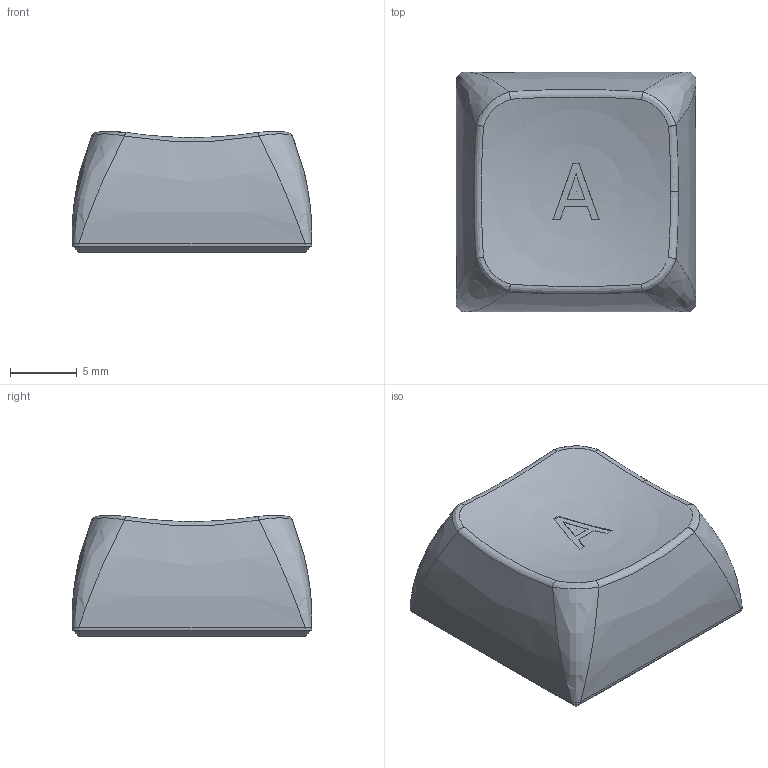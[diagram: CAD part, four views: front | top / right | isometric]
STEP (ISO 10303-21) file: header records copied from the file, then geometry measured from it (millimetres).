
FILE_DESCRIPTION(('Open CASCADE Model'),'2;1');
FILE_NAME('Open CASCADE Shape Model','2025-07-25T03:25:14',('Author'),( 'Open CASCADE'),'Open CASCADE STEP processor 7.8','build123d', 'Unknown');
FILE_SCHEMA(('AUTOMOTIVE_DESIGN { 1 0 10303 214 1 1 1 1 }'));
Length unit declared in the file: millimetre
Products named in the file (4): ASSEMBLY; SOLID
Assembly tree (3 placements, depth 3):
  ASSEMBLY
    SOLID
    ASSEMBLY
      SOLID
Bounding box: 18 x 18 x 9.08 mm (x, y, z)
Volume: 1259.4 mm3; surface area: 1520.3 mm2
Topology: 2 solids, 2 shells, 93 faces, 245 edges, 155 vertices
Faces by surface type: plane 48, bspline 26, cylinder 9, cone 4, extrusion 4, sphere 2
Full cylindrical faces by diameter (mm): 5.5 x1
Entity records: 12649 total; most frequent: CARTESIAN_POINT 8263, DIRECTION 653, ORIENTED_EDGE 480, PCURVE 480, DEFINITIONAL_REPRESENTATION 480, VECTOR 389, LINE 385, EDGE_CURVE 240
